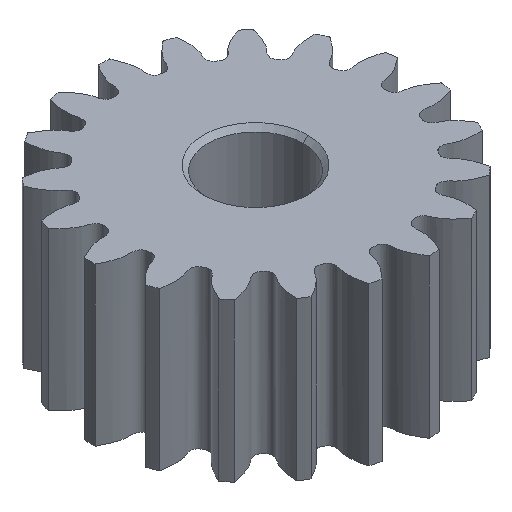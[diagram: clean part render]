
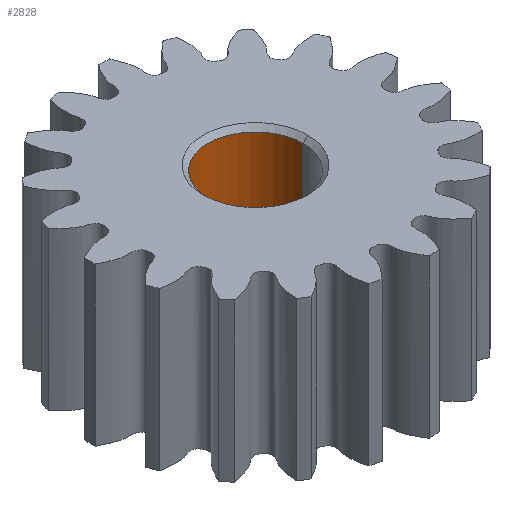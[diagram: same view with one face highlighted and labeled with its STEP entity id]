
A CAD part, isometric view. The second image highlights one B-rep face of the part: STEP entity #2828.
In plain terms, the highlighted cylindrical face has radius 3 mm (diameter 6 mm), a partial arc.
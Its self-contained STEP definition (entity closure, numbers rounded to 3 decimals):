
#175 = VERTEX_POINT ( 'NONE', #2558 ) ;
#177 = VERTEX_POINT ( 'NONE', #2556 ) ;
#179 = VERTEX_POINT ( 'NONE', #2550 ) ;
#184 = VERTEX_POINT ( 'NONE', #2559 ) ;
#1597 = DIRECTION ( 'NONE',  ( 1., 0., 0. ) ) ;
#1599 = CARTESIAN_POINT ( 'NONE',  ( 0., 0., 0. ) ) ;
#1600 = DIRECTION ( 'NONE',  ( 0., 0., 1. ) ) ;
#1631 = DIRECTION ( 'NONE',  ( 0., 0., 1. ) ) ;
#1649 = CARTESIAN_POINT ( 'NONE',  ( -3., 0., 0. ) ) ;
#1653 = CARTESIAN_POINT ( 'NONE',  ( 3., 0., 0. ) ) ;
#1655 = DIRECTION ( 'NONE',  ( 0., 0., 1. ) ) ;
#2550 = CARTESIAN_POINT ( 'NONE',  ( 3., 0., 4.7 ) ) ;
#2556 = CARTESIAN_POINT ( 'NONE',  ( -3., 0., 4.7 ) ) ;
#2558 = CARTESIAN_POINT ( 'NONE',  ( -3., 0., -4.7 ) ) ;
#2559 = CARTESIAN_POINT ( 'NONE',  ( 3., 0., -4.7 ) ) ;
#2828 = ADVANCED_FACE ( 'NONE', ( #3052 ), #3037, .F. ) ;
#2885 = EDGE_LOOP ( 'NONE', ( #2986, #2987, #2988, #2989 ) ) ;
#2986 = ORIENTED_EDGE ( 'NONE', *, *, #3834, .F. ) ;
#2987 = ORIENTED_EDGE ( 'NONE', *, *, #3955, .F. ) ;
#2988 = ORIENTED_EDGE ( 'NONE', *, *, #3835, .T. ) ;
#2989 = ORIENTED_EDGE ( 'NONE', *, *, #3956, .T. ) ;
#3037 = CYLINDRICAL_SURFACE ( 'NONE', #3984, 3. ) ;
#3052 = FACE_OUTER_BOUND ( 'NONE', #2885, .T. ) ;
#3076 = LINE ( 'NONE', #1649, #3081 ) ;
#3080 = LINE ( 'NONE', #1653, #3083 ) ;
#3081 = VECTOR ( 'NONE', #1631, 1000. ) ;
#3083 = VECTOR ( 'NONE', #1655, 1000. ) ;
#3834 = EDGE_CURVE ( 'NONE', #175, #177, #3076, .T. ) ;
#3835 = EDGE_CURVE ( 'NONE', #184, #179, #3080, .T. ) ;
#3955 = EDGE_CURVE ( 'NONE', #184, #175, #5458, .T. ) ;
#3956 = EDGE_CURVE ( 'NONE', #179, #177, #5460, .T. ) ;
#3984 = AXIS2_PLACEMENT_3D ( 'NONE', #1599, #1600, #1597 ) ;
#5356 = AXIS2_PLACEMENT_3D ( 'NONE', #6265, #6266, #6267 ) ;
#5357 = AXIS2_PLACEMENT_3D ( 'NONE', #6268, #6269, #6270 ) ;
#5458 = CIRCLE ( 'NONE', #5356, 3. ) ;
#5460 = CIRCLE ( 'NONE', #5357, 3. ) ;
#6265 = CARTESIAN_POINT ( 'NONE',  ( 0., 0., -4.7 ) ) ;
#6266 = DIRECTION ( 'NONE',  ( 0., 0., 1. ) ) ;
#6267 = DIRECTION ( 'NONE',  ( 1., 0., 0. ) ) ;
#6268 = CARTESIAN_POINT ( 'NONE',  ( 0., 0., 4.7 ) ) ;
#6269 = DIRECTION ( 'NONE',  ( 0., 0., 1. ) ) ;
#6270 = DIRECTION ( 'NONE',  ( 1., 0., 0. ) ) ;
